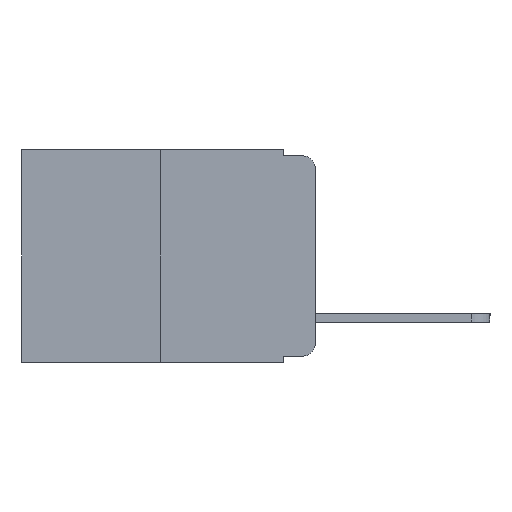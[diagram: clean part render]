
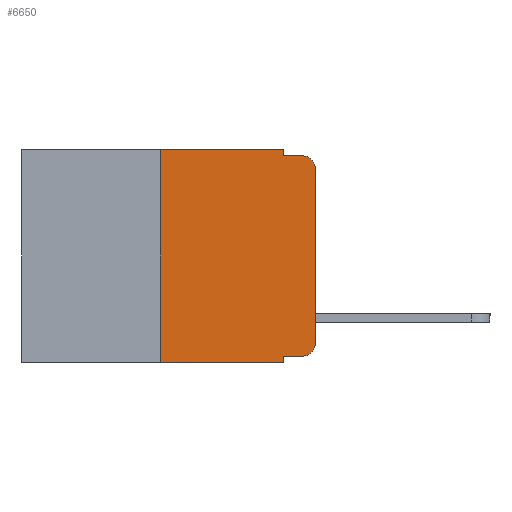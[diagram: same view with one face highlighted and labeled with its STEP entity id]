
A CAD part, left-side view. The second image highlights one B-rep face of the part: STEP entity #6650.
In plain terms, the highlighted planar face has unit normal (-1, 0, 0).
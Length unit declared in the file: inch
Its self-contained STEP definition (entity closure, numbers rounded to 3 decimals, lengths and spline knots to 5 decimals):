
#528 = CARTESIAN_POINT ( 'NONE',  ( 0., 0., -0.03 ) ) ;
#714 = CARTESIAN_POINT ( 'NONE',  ( 0., 0.02, -0.01 ) ) ;
#719 = EDGE_CURVE ( 'NONE', #8659, #10864, #2017, .T. ) ;
#782 = LINE ( 'NONE', #921, #9924 ) ;
#921 = CARTESIAN_POINT ( 'NONE',  ( 0., 0.051, 0. ) ) ;
#928 = VECTOR ( 'NONE', #1789, 39.37008 ) ;
#1243 = CIRCLE ( 'NONE', #9216, 0.02 ) ;
#1464 = DIRECTION ( 'NONE',  ( -1., 0., 0. ) ) ;
#1471 = VERTEX_POINT ( 'NONE', #528 ) ;
#1729 = DIRECTION ( 'NONE',  ( 0., 0., 1. ) ) ;
#1789 = DIRECTION ( 'NONE',  ( 0., 0., 1. ) ) ;
#2017 = LINE ( 'NONE', #10478, #10839 ) ;
#2229 = CARTESIAN_POINT ( 'NONE',  ( 0., 0.051, -0.333 ) ) ;
#3025 = VERTEX_POINT ( 'NONE', #6607 ) ;
#3264 = DIRECTION ( 'NONE',  ( 0., -1., 0. ) ) ;
#3411 = VERTEX_POINT ( 'NONE', #2229 ) ;
#3418 = LINE ( 'NONE', #8990, #5580 ) ;
#3493 = VECTOR ( 'NONE', #11103, 39.37008 ) ;
#3862 = CARTESIAN_POINT ( 'NONE',  ( 0., 0.051, -0.333 ) ) ;
#4397 = ORIENTED_EDGE ( 'NONE', *, *, #10101, .T. ) ;
#4532 = LINE ( 'NONE', #6566, #8930 ) ;
#4606 = ORIENTED_EDGE ( 'NONE', *, *, #10570, .T. ) ;
#4803 = CIRCLE ( 'NONE', #7413, 0.02 ) ;
#4880 = ORIENTED_EDGE ( 'NONE', *, *, #719, .F. ) ;
#4892 = CARTESIAN_POINT ( 'NONE',  ( 0., 0.25, -0.343 ) ) ;
#4943 = CARTESIAN_POINT ( 'NONE',  ( 0., 0.051, 0. ) ) ;
#5311 = ORIENTED_EDGE ( 'NONE', *, *, #8246, .F. ) ;
#5452 = ORIENTED_EDGE ( 'NONE', *, *, #8961, .F. ) ;
#5580 = VECTOR ( 'NONE', #10579, 39.37008 ) ;
#5622 = ORIENTED_EDGE ( 'NONE', *, *, #9592, .F. ) ;
#5735 = LINE ( 'NONE', #7157, #7915 ) ;
#5825 = VERTEX_POINT ( 'NONE', #4943 ) ;
#6036 = VERTEX_POINT ( 'NONE', #10594 ) ;
#6283 = DIRECTION ( 'NONE',  ( 0., 0., -1. ) ) ;
#6503 = AXIS2_PLACEMENT_3D ( 'NONE', #7248, #7184, #7182 ) ;
#6544 = DIRECTION ( 'NONE',  ( 0., 0., -1. ) ) ;
#6566 = CARTESIAN_POINT ( 'NONE',  ( 0., 0.473, 0. ) ) ;
#6607 = CARTESIAN_POINT ( 'NONE',  ( 0., 0.051, -0.343 ) ) ;
#6650 = ADVANCED_FACE ( 'NONE', ( #10173 ), #7424, .F. ) ;
#6785 = DIRECTION ( 'NONE',  ( 0., 0., -1. ) ) ;
#6794 = DIRECTION ( 'NONE',  ( -1., 0., 0. ) ) ;
#6799 = VECTOR ( 'NONE', #6283, 39.37008 ) ;
#6853 = CARTESIAN_POINT ( 'NONE',  ( 0., 0.051, -0.01 ) ) ;
#6962 = CARTESIAN_POINT ( 'NONE',  ( 0., 0.02, -0.03 ) ) ;
#6985 = CARTESIAN_POINT ( 'NONE',  ( 0., 0.02, -0.313 ) ) ;
#7090 = ORIENTED_EDGE ( 'NONE', *, *, #10300, .T. ) ;
#7157 = CARTESIAN_POINT ( 'NONE',  ( 0., 0., 0. ) ) ;
#7182 = DIRECTION ( 'NONE',  ( 0., 0., -1. ) ) ;
#7184 = DIRECTION ( 'NONE',  ( 1., 0., 0. ) ) ;
#7248 = CARTESIAN_POINT ( 'NONE',  ( 0., 0.473, 0. ) ) ;
#7284 = EDGE_CURVE ( 'NONE', #3411, #6036, #9941, .T. ) ;
#7286 = CARTESIAN_POINT ( 'NONE',  ( 0., 0.25, 0. ) ) ;
#7322 = VERTEX_POINT ( 'NONE', #11294 ) ;
#7396 = ORIENTED_EDGE ( 'NONE', *, *, #7969, .T. ) ;
#7413 = AXIS2_PLACEMENT_3D ( 'NONE', #6985, #6794, #6785 ) ;
#7424 = PLANE ( 'NONE',  #6503 ) ;
#7449 = EDGE_CURVE ( 'NONE', #3411, #3025, #11009, .T. ) ;
#7796 = DIRECTION ( 'NONE',  ( 0., 0., -1. ) ) ;
#7902 = CARTESIAN_POINT ( 'NONE',  ( 0., 0.051, 0. ) ) ;
#7915 = VECTOR ( 'NONE', #1729, 39.37008 ) ;
#7969 = EDGE_CURVE ( 'NONE', #6036, #9488, #4803, .T. ) ;
#8198 = LINE ( 'NONE', #7286, #928 ) ;
#8246 = EDGE_CURVE ( 'NONE', #5825, #8659, #782, .T. ) ;
#8321 = VERTEX_POINT ( 'NONE', #4892 ) ;
#8460 = EDGE_LOOP ( 'NONE', ( #4397, #4606, #4880, #5311, #5452, #5622, #7090, #8973, #9149, #7396 ) ) ;
#8659 = VERTEX_POINT ( 'NONE', #6853 ) ;
#8930 = VECTOR ( 'NONE', #9016, 39.37008 ) ;
#8961 = EDGE_CURVE ( 'NONE', #7322, #5825, #4532, .T. ) ;
#8973 = ORIENTED_EDGE ( 'NONE', *, *, #7449, .F. ) ;
#8990 = CARTESIAN_POINT ( 'NONE',  ( 0., 0.473, -0.343 ) ) ;
#9016 = DIRECTION ( 'NONE',  ( 0., -1., 0. ) ) ;
#9149 = ORIENTED_EDGE ( 'NONE', *, *, #7284, .T. ) ;
#9216 = AXIS2_PLACEMENT_3D ( 'NONE', #6962, #1464, #7796 ) ;
#9488 = VERTEX_POINT ( 'NONE', #9634 ) ;
#9592 = EDGE_CURVE ( 'NONE', #8321, #7322, #8198, .T. ) ;
#9634 = CARTESIAN_POINT ( 'NONE',  ( 0., 0., -0.313 ) ) ;
#9924 = VECTOR ( 'NONE', #6544, 39.37008 ) ;
#9941 = LINE ( 'NONE', #3862, #3493 ) ;
#10101 = EDGE_CURVE ( 'NONE', #9488, #1471, #5735, .T. ) ;
#10173 = FACE_OUTER_BOUND ( 'NONE', #8460, .T. ) ;
#10300 = EDGE_CURVE ( 'NONE', #8321, #3025, #3418, .T. ) ;
#10478 = CARTESIAN_POINT ( 'NONE',  ( 0., 0.051, -0.01 ) ) ;
#10570 = EDGE_CURVE ( 'NONE', #1471, #10864, #1243, .T. ) ;
#10579 = DIRECTION ( 'NONE',  ( 0., -1., 0. ) ) ;
#10594 = CARTESIAN_POINT ( 'NONE',  ( 0., 0.02, -0.333 ) ) ;
#10839 = VECTOR ( 'NONE', #3264, 39.37008 ) ;
#10864 = VERTEX_POINT ( 'NONE', #714 ) ;
#11009 = LINE ( 'NONE', #7902, #6799 ) ;
#11103 = DIRECTION ( 'NONE',  ( 0., -1., 0. ) ) ;
#11294 = CARTESIAN_POINT ( 'NONE',  ( 0., 0.25, 0. ) ) ;
